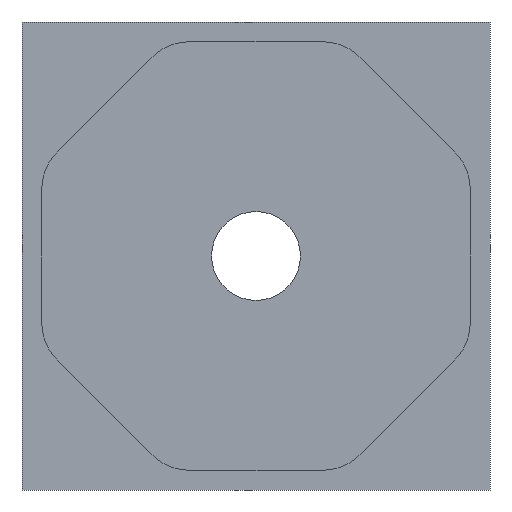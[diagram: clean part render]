
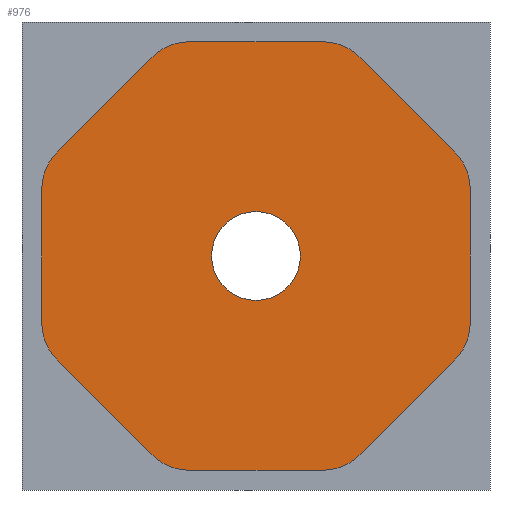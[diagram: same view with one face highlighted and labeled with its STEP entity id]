
A CAD part, front view. The second image highlights one B-rep face of the part: STEP entity #976.
In plain terms, the highlighted planar face has unit normal (0, -1, 0).
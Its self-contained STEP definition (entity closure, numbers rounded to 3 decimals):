
#28=FACE_BOUND('',#140,.T.);
#34=PLANE('',#1078);
#85=FACE_OUTER_BOUND('',#139,.T.);
#139=EDGE_LOOP('',(#747,#748,#749,#750,#751,#752,#753,#754,#755,#756,#757,
#758,#759,#760,#761,#762));
#140=EDGE_LOOP('',(#763));
#179=CIRCLE('',#1046,1.005);
#181=CIRCLE('',#1049,1.005);
#183=CIRCLE('',#1052,1.005);
#185=CIRCLE('',#1055,1.005);
#187=CIRCLE('',#1058,1.005);
#189=CIRCLE('',#1061,1.005);
#191=CIRCLE('',#1064,1.005);
#193=CIRCLE('',#1067,1.005);
#196=CIRCLE('',#1072,0.854);
#258=LINE('',#2754,#345);
#259=LINE('',#2755,#346);
#260=LINE('',#2756,#347);
#261=LINE('',#2757,#348);
#262=LINE('',#2758,#349);
#263=LINE('',#2759,#350);
#264=LINE('',#2760,#351);
#265=LINE('',#2761,#352);
#345=VECTOR('',#1248,1000.);
#346=VECTOR('',#1249,1000.);
#347=VECTOR('',#1250,1000.);
#348=VECTOR('',#1251,1000.);
#349=VECTOR('',#1252,1000.);
#350=VECTOR('',#1253,1000.);
#351=VECTOR('',#1254,1000.);
#352=VECTOR('',#1255,1000.);
#424=VERTEX_POINT('',#1849);
#425=VERTEX_POINT('',#1851);
#428=VERTEX_POINT('',#1858);
#429=VERTEX_POINT('',#1860);
#432=VERTEX_POINT('',#1867);
#433=VERTEX_POINT('',#1869);
#436=VERTEX_POINT('',#1876);
#437=VERTEX_POINT('',#1878);
#440=VERTEX_POINT('',#1885);
#441=VERTEX_POINT('',#1887);
#444=VERTEX_POINT('',#1894);
#445=VERTEX_POINT('',#1896);
#448=VERTEX_POINT('',#1903);
#449=VERTEX_POINT('',#1905);
#452=VERTEX_POINT('',#1912);
#453=VERTEX_POINT('',#1914);
#455=VERTEX_POINT('',#1922);
#526=EDGE_CURVE('',#424,#425,#179,.T.);
#530=EDGE_CURVE('',#428,#429,#181,.T.);
#534=EDGE_CURVE('',#432,#433,#183,.T.);
#538=EDGE_CURVE('',#436,#437,#185,.T.);
#542=EDGE_CURVE('',#440,#441,#187,.T.);
#546=EDGE_CURVE('',#444,#445,#189,.T.);
#550=EDGE_CURVE('',#448,#449,#191,.T.);
#554=EDGE_CURVE('',#452,#453,#193,.T.);
#558=EDGE_CURVE('',#455,#455,#196,.T.);
#569=EDGE_CURVE('',#441,#424,#258,.T.);
#570=EDGE_CURVE('',#445,#440,#259,.T.);
#571=EDGE_CURVE('',#449,#444,#260,.T.);
#572=EDGE_CURVE('',#453,#448,#261,.T.);
#573=EDGE_CURVE('',#437,#452,#262,.T.);
#574=EDGE_CURVE('',#433,#436,#263,.T.);
#575=EDGE_CURVE('',#429,#432,#264,.T.);
#576=EDGE_CURVE('',#425,#428,#265,.T.);
#747=ORIENTED_EDGE('',*,*,#526,.F.);
#748=ORIENTED_EDGE('',*,*,#569,.F.);
#749=ORIENTED_EDGE('',*,*,#542,.F.);
#750=ORIENTED_EDGE('',*,*,#570,.F.);
#751=ORIENTED_EDGE('',*,*,#546,.F.);
#752=ORIENTED_EDGE('',*,*,#571,.F.);
#753=ORIENTED_EDGE('',*,*,#550,.F.);
#754=ORIENTED_EDGE('',*,*,#572,.F.);
#755=ORIENTED_EDGE('',*,*,#554,.F.);
#756=ORIENTED_EDGE('',*,*,#573,.F.);
#757=ORIENTED_EDGE('',*,*,#538,.F.);
#758=ORIENTED_EDGE('',*,*,#574,.F.);
#759=ORIENTED_EDGE('',*,*,#534,.F.);
#760=ORIENTED_EDGE('',*,*,#575,.F.);
#761=ORIENTED_EDGE('',*,*,#530,.F.);
#762=ORIENTED_EDGE('',*,*,#576,.F.);
#763=ORIENTED_EDGE('',*,*,#558,.T.);
#976=ADVANCED_FACE('',(#85,#28),#34,.F.);
#1046=AXIS2_PLACEMENT_3D('',#1852,#1163,#1164);
#1049=AXIS2_PLACEMENT_3D('',#1861,#1171,#1172);
#1052=AXIS2_PLACEMENT_3D('',#1870,#1179,#1180);
#1055=AXIS2_PLACEMENT_3D('',#1879,#1187,#1188);
#1058=AXIS2_PLACEMENT_3D('',#1888,#1195,#1196);
#1061=AXIS2_PLACEMENT_3D('',#1897,#1203,#1204);
#1064=AXIS2_PLACEMENT_3D('',#1906,#1211,#1212);
#1067=AXIS2_PLACEMENT_3D('',#1915,#1219,#1220);
#1072=AXIS2_PLACEMENT_3D('',#1923,#1230,#1231);
#1078=AXIS2_PLACEMENT_3D('',#2753,#1246,#1247);
#1163=DIRECTION('center_axis',(0.,1.,0.));
#1164=DIRECTION('ref_axis',(-0.707,0.,-0.707));
#1171=DIRECTION('center_axis',(0.,1.,0.));
#1172=DIRECTION('ref_axis',(-1.,0.,0.));
#1179=DIRECTION('center_axis',(0.,1.,0.));
#1180=DIRECTION('ref_axis',(-0.707,0.,0.707));
#1187=DIRECTION('center_axis',(0.,1.,0.));
#1188=DIRECTION('ref_axis',(0.,0.,1.));
#1195=DIRECTION('center_axis',(0.,1.,0.));
#1196=DIRECTION('ref_axis',(0.,0.,-1.));
#1203=DIRECTION('center_axis',(0.,1.,0.));
#1204=DIRECTION('ref_axis',(0.707,0.,-0.707));
#1211=DIRECTION('center_axis',(0.,1.,0.));
#1212=DIRECTION('ref_axis',(1.,0.,0.));
#1219=DIRECTION('center_axis',(0.,1.,0.));
#1220=DIRECTION('ref_axis',(0.707,0.,0.707));
#1230=DIRECTION('center_axis',(0.,1.,0.));
#1231=DIRECTION('ref_axis',(0.,0.,1.));
#1246=DIRECTION('center_axis',(0.,1.,0.));
#1247=DIRECTION('ref_axis',(1.,0.,0.));
#1248=DIRECTION('',(-1.,0.,0.));
#1249=DIRECTION('',(-0.707,0.,-0.707));
#1250=DIRECTION('',(0.,0.,-1.));
#1251=DIRECTION('',(0.707,0.,-0.707));
#1252=DIRECTION('',(1.,0.,0.));
#1253=DIRECTION('',(0.707,0.,0.707));
#1254=DIRECTION('',(0.,0.,1.));
#1255=DIRECTION('',(-0.707,0.,0.707));
#1849=CARTESIAN_POINT('',(-1.29,0.,-4.119));
#1851=CARTESIAN_POINT('',(-2.001,0.,-3.825));
#1852=CARTESIAN_POINT('Origin',(-1.29,0.,
-3.114));
#1858=CARTESIAN_POINT('',(-3.825,0.,-2.001));
#1860=CARTESIAN_POINT('',(-4.119,0.,-1.29));
#1861=CARTESIAN_POINT('Origin',(-3.114,0.,
-1.29));
#1867=CARTESIAN_POINT('',(-4.119,0.,1.29));
#1869=CARTESIAN_POINT('',(-3.825,0.,2.001));
#1870=CARTESIAN_POINT('Origin',(-3.114,0.,
1.29));
#1876=CARTESIAN_POINT('',(-2.001,0.,3.825));
#1878=CARTESIAN_POINT('',(-1.29,0.,4.119));
#1879=CARTESIAN_POINT('Origin',(-1.29,0.,3.114));
#1885=CARTESIAN_POINT('',(2.001,0.,-3.825));
#1887=CARTESIAN_POINT('',(1.29,0.,-4.119));
#1888=CARTESIAN_POINT('Origin',(1.29,0.,-3.114));
#1894=CARTESIAN_POINT('',(4.119,0.,-1.29));
#1896=CARTESIAN_POINT('',(3.825,0.,-2.001));
#1897=CARTESIAN_POINT('Origin',(3.114,0.,-1.29));
#1903=CARTESIAN_POINT('',(3.825,0.,2.001));
#1905=CARTESIAN_POINT('',(4.119,0.,1.29));
#1906=CARTESIAN_POINT('Origin',(3.114,0.,1.29));
#1912=CARTESIAN_POINT('',(1.29,0.,4.119));
#1914=CARTESIAN_POINT('',(2.001,0.,3.825));
#1915=CARTESIAN_POINT('Origin',(1.29,0.,3.114));
#1922=CARTESIAN_POINT('',(0.,0.,-0.854));
#1923=CARTESIAN_POINT('Origin',(0.,0.,0.));
#2753=CARTESIAN_POINT('Origin',(0.,0.,0.));
#2754=CARTESIAN_POINT('',(0.885,0.,-4.119));
#2755=CARTESIAN_POINT('',(3.538,0.,-2.287));
#2756=CARTESIAN_POINT('',(4.119,0.,0.885));
#2757=CARTESIAN_POINT('',(2.287,0.,3.538));
#2758=CARTESIAN_POINT('',(-0.885,0.,4.119));
#2759=CARTESIAN_POINT('',(-3.538,0.,2.287));
#2760=CARTESIAN_POINT('',(-4.119,0.,-0.885));
#2761=CARTESIAN_POINT('',(-2.287,0.,-3.538));
